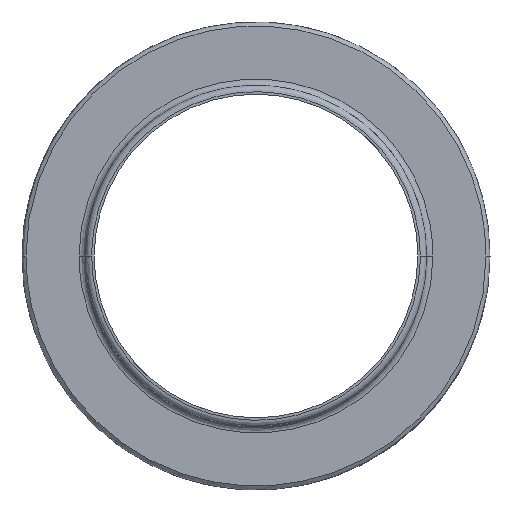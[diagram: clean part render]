
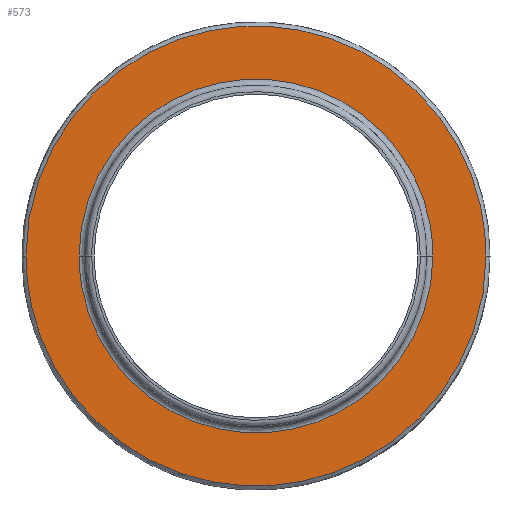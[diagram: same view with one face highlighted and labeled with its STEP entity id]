
A CAD part, front view. The second image highlights one B-rep face of the part: STEP entity #573.
In plain terms, the highlighted free-form (B-spline) face has degree [1, 1] with [2, 2] control points.
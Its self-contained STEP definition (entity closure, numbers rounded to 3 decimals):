
#297 = VERTEX_POINT('',#298);
#298 = CARTESIAN_POINT('',(-15.327,-0.032,0.));
#317 = VERTEX_POINT('',#318);
#318 = CARTESIAN_POINT('',(15.327,-0.032,
    0.));
#324 = EDGE_CURVE('',#317,#297,#325,.T.);
#325 = ( BOUNDED_CURVE() B_SPLINE_CURVE(2,(#326,#327,#328,#329,#330),
.UNSPECIFIED.,.F.,.F.) B_SPLINE_CURVE_WITH_KNOTS((3,2,3),(3.142,
4.712,6.283),.PIECEWISE_BEZIER_KNOTS.) CURVE() 
GEOMETRIC_REPRESENTATION_ITEM() RATIONAL_B_SPLINE_CURVE((1.,
0.707,1.,0.707,1.)) REPRESENTATION_ITEM('') );
#326 = CARTESIAN_POINT('',(15.327,-0.032,
    0.));
#327 = CARTESIAN_POINT('',(15.327,-0.032,
    -15.327));
#328 = CARTESIAN_POINT('',(0.,-0.032,
    -15.327));
#329 = CARTESIAN_POINT('',(-15.327,-0.032,
    -15.327));
#330 = CARTESIAN_POINT('',(-15.327,-0.032,
    0.));
#448 = VERTEX_POINT('',#449);
#449 = CARTESIAN_POINT('',(-19.925,-0.032,0.));
#454 = EDGE_CURVE('',#455,#448,#457,.T.);
#455 = VERTEX_POINT('',#456);
#456 = CARTESIAN_POINT('',(19.925,-0.032,
    0.));
#457 = ( BOUNDED_CURVE() B_SPLINE_CURVE(2,(#458,#459,#460,#461,#462),
.UNSPECIFIED.,.F.,.F.) B_SPLINE_CURVE_WITH_KNOTS((3,2,3),(3.142,
4.712,6.283),.PIECEWISE_BEZIER_KNOTS.) CURVE() 
GEOMETRIC_REPRESENTATION_ITEM() RATIONAL_B_SPLINE_CURVE((1.,
0.707,1.,0.707,1.)) REPRESENTATION_ITEM('') );
#458 = CARTESIAN_POINT('',(19.925,-0.032,
    0.));
#459 = CARTESIAN_POINT('',(19.925,-0.032,
    -19.925));
#460 = CARTESIAN_POINT('',(0.,-0.032,
    -19.925));
#461 = CARTESIAN_POINT('',(-19.925,-0.032,
    -19.925));
#462 = CARTESIAN_POINT('',(-19.925,-0.032,
    0.));
#573 = ADVANCED_FACE('',(#574,#585),#596,.F.);
#574 = FACE_BOUND('',#575,.T.);
#575 = EDGE_LOOP('',(#576,#584));
#576 = ORIENTED_EDGE('',*,*,#577,.T.);
#577 = EDGE_CURVE('',#297,#317,#578,.T.);
#578 = ( BOUNDED_CURVE() B_SPLINE_CURVE(2,(#579,#580,#581,#582,#583),
.UNSPECIFIED.,.F.,.F.) B_SPLINE_CURVE_WITH_KNOTS((3,2,3),(0.,
1.571,3.142),.PIECEWISE_BEZIER_KNOTS.) CURVE() 
GEOMETRIC_REPRESENTATION_ITEM() RATIONAL_B_SPLINE_CURVE((1.,
0.707,1.,0.707,1.)) REPRESENTATION_ITEM('') );
#579 = CARTESIAN_POINT('',(-15.327,-0.032,0.));
#580 = CARTESIAN_POINT('',(-15.327,-0.032,
    15.327));
#581 = CARTESIAN_POINT('',(0.,-0.032,
    15.327));
#582 = CARTESIAN_POINT('',(15.327,-0.032,
    15.327));
#583 = CARTESIAN_POINT('',(15.327,-0.032,
    0.));
#584 = ORIENTED_EDGE('',*,*,#324,.T.);
#585 = FACE_BOUND('',#586,.T.);
#586 = EDGE_LOOP('',(#587,#595));
#587 = ORIENTED_EDGE('',*,*,#588,.F.);
#588 = EDGE_CURVE('',#448,#455,#589,.T.);
#589 = ( BOUNDED_CURVE() B_SPLINE_CURVE(2,(#590,#591,#592,#593,#594),
.UNSPECIFIED.,.F.,.F.) B_SPLINE_CURVE_WITH_KNOTS((3,2,3),(0.,
1.571,3.142),.PIECEWISE_BEZIER_KNOTS.) CURVE() 
GEOMETRIC_REPRESENTATION_ITEM() RATIONAL_B_SPLINE_CURVE((1.,
0.707,1.,0.707,1.)) REPRESENTATION_ITEM('') );
#590 = CARTESIAN_POINT('',(-19.925,-0.032,0.));
#591 = CARTESIAN_POINT('',(-19.925,-0.032,
    19.925));
#592 = CARTESIAN_POINT('',(0.,-0.032,
    19.925));
#593 = CARTESIAN_POINT('',(19.925,-0.032,
    19.925));
#594 = CARTESIAN_POINT('',(19.925,-0.032,
    0.));
#595 = ORIENTED_EDGE('',*,*,#454,.F.);
#596 = B_SPLINE_SURFACE_WITH_KNOTS('',1,1,(
    (#597,#598)
    ,(#599,#600
    )),.UNSPECIFIED.,.F.,.F.,.F.,(2,2),(2,2),(-4.7,31.7),(-18.2,18.2),
  .PIECEWISE_BEZIER_KNOTS.);
#597 = CARTESIAN_POINT('',(19.925,-0.032,
    -19.925));
#598 = CARTESIAN_POINT('',(19.925,-0.032,
    19.925));
#599 = CARTESIAN_POINT('',(-19.925,-0.032,
    -19.925));
#600 = CARTESIAN_POINT('',(-19.925,-0.032,
    19.925));
